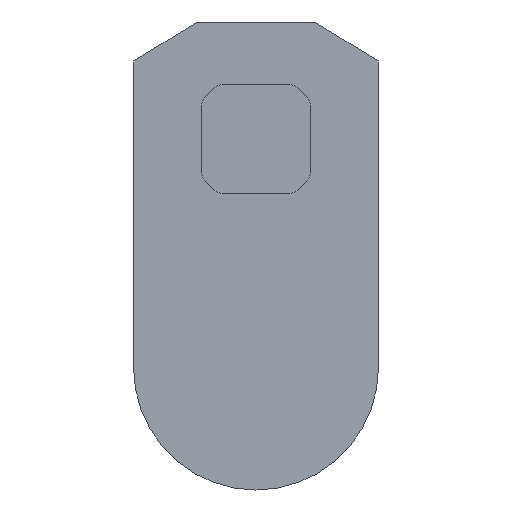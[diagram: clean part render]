
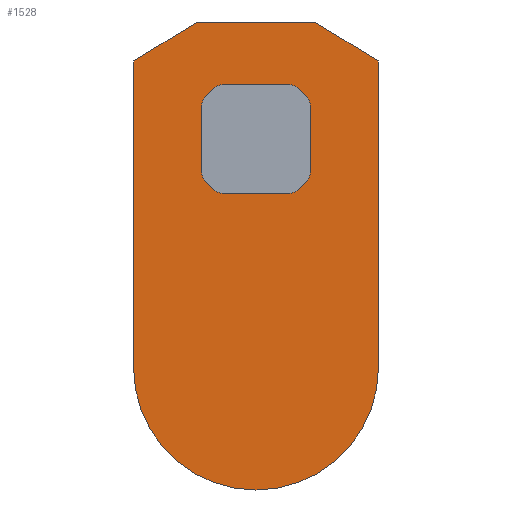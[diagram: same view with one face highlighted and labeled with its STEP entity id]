
A CAD part, front view. The second image highlights one B-rep face of the part: STEP entity #1528.
In plain terms, the highlighted planar face has unit normal (0, -1, 0).
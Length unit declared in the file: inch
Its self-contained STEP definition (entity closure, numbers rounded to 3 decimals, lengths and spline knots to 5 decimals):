
#56=FACE_BOUND($,#325,.T.);
#57=FACE_BOUND($,#326,.T.);
#68=CIRCLE($,#1561,0.125);
#76=CIRCLE($,#1572,0.125);
#77=CIRCLE($,#1574,0.125);
#78=CIRCLE($,#1577,0.125);
#79=CIRCLE($,#1580,0.125);
#80=CIRCLE($,#1583,0.125);
#81=CIRCLE($,#1586,0.125);
#82=CIRCLE($,#1589,0.125);
#107=CIRCLE($,#1664,0.785);
#325=EDGE_LOOP($,(#1357,#1358,#1359,#1360,#1361,#1362,#1363,#1364,#1365,
#1366,#1367,#1368,#1369,#1370,#1371,#1372));
#326=EDGE_LOOP($,(#1373,#1374,#1375,#1376,#1377,#1378));
#359=LINE($,#2172,#509);
#362=LINE($,#2177,#512);
#365=LINE($,#2185,#515);
#380=LINE($,#2620,#530);
#386=LINE($,#2635,#536);
#389=LINE($,#2643,#539);
#392=LINE($,#2651,#542);
#395=LINE($,#2659,#545);
#398=LINE($,#2667,#548);
#400=LINE($,#2673,#550);
#401=LINE($,#2675,#551);
#470=LINE($,#2879,#620);
#473=LINE($,#2884,#623);
#509=VECTOR($,#1733,0.48021);
#512=VECTOR($,#1738,0.75);
#515=VECTOR($,#1747,0.48021);
#530=VECTOR($,#1802,0.03787);
#536=VECTOR($,#1818,0.03787);
#539=VECTOR($,#1827,0.39645);
#542=VECTOR($,#1836,0.03787);
#545=VECTOR($,#1845,0.39645);
#548=VECTOR($,#1854,0.03787);
#550=VECTOR($,#1862,0.39645);
#551=VECTOR($,#1865,0.39645);
#620=VECTOR($,#2074,1.965);
#623=VECTOR($,#2079,1.965);
#654=VERTEX_POINT($,#2169);
#655=VERTEX_POINT($,#2171);
#656=VERTEX_POINT($,#2175);
#658=VERTEX_POINT($,#2183);
#670=VERTEX_POINT($,#2583);
#671=VERTEX_POINT($,#2585);
#686=VERTEX_POINT($,#2619);
#687=VERTEX_POINT($,#2623);
#688=VERTEX_POINT($,#2627);
#689=VERTEX_POINT($,#2629);
#690=VERTEX_POINT($,#2633);
#691=VERTEX_POINT($,#2637);
#692=VERTEX_POINT($,#2641);
#693=VERTEX_POINT($,#2645);
#694=VERTEX_POINT($,#2649);
#695=VERTEX_POINT($,#2653);
#696=VERTEX_POINT($,#2657);
#697=VERTEX_POINT($,#2661);
#698=VERTEX_POINT($,#2665);
#699=VERTEX_POINT($,#2669);
#764=VERTEX_POINT($,#2878);
#765=VERTEX_POINT($,#2882);
#803=EDGE_CURVE($,#654,#655,#359,.T.);
#806=EDGE_CURVE($,#656,#654,#362,.T.);
#810=EDGE_CURVE($,#658,#656,#365,.T.);
#825=EDGE_CURVE($,#670,#671,#68,.F.);
#842=EDGE_CURVE($,#671,#686,#380,.F.);
#844=EDGE_CURVE($,#686,#687,#76,.F.);
#847=EDGE_CURVE($,#688,#689,#77,.F.);
#850=EDGE_CURVE($,#690,#688,#386,.F.);
#852=EDGE_CURVE($,#691,#690,#78,.F.);
#854=EDGE_CURVE($,#691,#692,#389,.T.);
#856=EDGE_CURVE($,#693,#692,#79,.F.);
#858=EDGE_CURVE($,#694,#693,#392,.F.);
#860=EDGE_CURVE($,#695,#694,#80,.F.);
#862=EDGE_CURVE($,#695,#696,#395,.T.);
#864=EDGE_CURVE($,#697,#696,#81,.F.);
#866=EDGE_CURVE($,#698,#697,#398,.F.);
#868=EDGE_CURVE($,#699,#698,#82,.F.);
#869=EDGE_CURVE($,#699,#687,#400,.T.);
#870=EDGE_CURVE($,#670,#689,#401,.T.);
#963=EDGE_CURVE($,#655,#764,#470,.T.);
#966=EDGE_CURVE($,#765,#658,#473,.T.);
#967=EDGE_CURVE($,#764,#765,#107,.T.);
#1357=ORIENTED_EDGE($,*,*,#862,.T.);
#1358=ORIENTED_EDGE($,*,*,#864,.F.);
#1359=ORIENTED_EDGE($,*,*,#866,.F.);
#1360=ORIENTED_EDGE($,*,*,#868,.F.);
#1361=ORIENTED_EDGE($,*,*,#869,.T.);
#1362=ORIENTED_EDGE($,*,*,#844,.F.);
#1363=ORIENTED_EDGE($,*,*,#842,.F.);
#1364=ORIENTED_EDGE($,*,*,#825,.F.);
#1365=ORIENTED_EDGE($,*,*,#870,.T.);
#1366=ORIENTED_EDGE($,*,*,#847,.F.);
#1367=ORIENTED_EDGE($,*,*,#850,.F.);
#1368=ORIENTED_EDGE($,*,*,#852,.F.);
#1369=ORIENTED_EDGE($,*,*,#854,.T.);
#1370=ORIENTED_EDGE($,*,*,#856,.F.);
#1371=ORIENTED_EDGE($,*,*,#858,.F.);
#1372=ORIENTED_EDGE($,*,*,#860,.F.);
#1373=ORIENTED_EDGE($,*,*,#803,.F.);
#1374=ORIENTED_EDGE($,*,*,#806,.F.);
#1375=ORIENTED_EDGE($,*,*,#810,.F.);
#1376=ORIENTED_EDGE($,*,*,#966,.F.);
#1377=ORIENTED_EDGE($,*,*,#967,.F.);
#1378=ORIENTED_EDGE($,*,*,#963,.F.);
#1439=PLANE($,#1668);
#1528=ADVANCED_FACE($,(#56,#57),#1439,.F.);
#1561=AXIS2_PLACEMENT_3D($,#2586,#1773,#1774);
#1572=AXIS2_PLACEMENT_3D($,#2624,#1806,#1807);
#1574=AXIS2_PLACEMENT_3D($,#2630,#1812,#1813);
#1577=AXIS2_PLACEMENT_3D($,#2639,#1822,#1823);
#1580=AXIS2_PLACEMENT_3D($,#2647,#1831,#1832);
#1583=AXIS2_PLACEMENT_3D($,#2655,#1840,#1841);
#1586=AXIS2_PLACEMENT_3D($,#2663,#1849,#1850);
#1589=AXIS2_PLACEMENT_3D($,#2671,#1858,#1859);
#1664=AXIS2_PLACEMENT_3D($,#2886,#2082,#2083);
#1668=AXIS2_PLACEMENT_3D($,#2894,#2093,#2094);
#1733=DIRECTION($,(0.854,0.,-0.521));
#1738=DIRECTION($,(1.,0.,0.));
#1747=DIRECTION($,(0.854,0.,0.521));
#1773=DIRECTION('center_axis',(0.,1.,0.));
#1774=DIRECTION('ref_axis',(-0.924,0.,-0.383));
#1802=DIRECTION($,(-0.707,0.,0.707));
#1806=DIRECTION('center_axis',(0.,1.,0.));
#1807=DIRECTION('ref_axis',(-0.383,0.,-0.924));
#1812=DIRECTION('center_axis',(0.,1.,0.));
#1813=DIRECTION('ref_axis',(-0.924,0.,0.383));
#1818=DIRECTION($,(0.707,0.,0.707));
#1822=DIRECTION('center_axis',(0.,1.,0.));
#1823=DIRECTION('ref_axis',(-0.383,0.,0.924));
#1827=DIRECTION($,(1.,0.,0.));
#1831=DIRECTION('center_axis',(0.,1.,0.));
#1832=DIRECTION('ref_axis',(0.383,0.,0.924));
#1836=DIRECTION($,(0.707,0.,-0.707));
#1840=DIRECTION('center_axis',(0.,1.,0.));
#1841=DIRECTION('ref_axis',(0.924,0.,0.383));
#1845=DIRECTION($,(0.,0.,-1.));
#1849=DIRECTION('center_axis',(0.,1.,0.));
#1850=DIRECTION('ref_axis',(0.924,0.,-0.383));
#1854=DIRECTION($,(-0.707,0.,-0.707));
#1858=DIRECTION('center_axis',(0.,1.,0.));
#1859=DIRECTION('ref_axis',(0.383,0.,-0.924));
#1862=DIRECTION($,(-1.,0.,0.));
#1865=DIRECTION($,(0.,0.,1.));
#2074=DIRECTION($,(0.,0.,-1.));
#2079=DIRECTION($,(0.,0.,1.));
#2082=DIRECTION('center_axis',(0.,1.,0.));
#2083=DIRECTION('ref_axis',(1.,0.,0.));
#2093=DIRECTION('center_axis',(0.,1.,0.));
#2094=DIRECTION('ref_axis',(0.,0.,1.));
#2169=CARTESIAN_POINT('',(0.375,0.,1.5));
#2171=CARTESIAN_POINT('',(0.785,0.,1.25));
#2172=CARTESIAN_POINT($,(0.375,0.,1.5));
#2175=CARTESIAN_POINT('',(-0.375,0.,1.5));
#2177=CARTESIAN_POINT($,(-0.785,0.,1.5));
#2183=CARTESIAN_POINT('',(-0.785,0.,1.25));
#2185=CARTESIAN_POINT($,(-0.785,0.,1.25));
#2583=CARTESIAN_POINT('',(-0.35,0.,0.55178));
#2585=CARTESIAN_POINT('',(-0.31339,0.,0.46339));
#2586=CARTESIAN_POINT('Origin',(-0.225,0.,0.55178));
#2619=CARTESIAN_POINT('',(-0.28661,0.,0.43661));
#2620=CARTESIAN_POINT($,(-0.44844,0.,0.59844));
#2623=CARTESIAN_POINT('',(-0.19822,0.,0.4));
#2624=CARTESIAN_POINT('Origin',(-0.19822,0.,0.525));
#2627=CARTESIAN_POINT('',(-0.31339,0.,1.03661));
#2629=CARTESIAN_POINT('',(-0.35,0.,0.94822));
#2630=CARTESIAN_POINT('Origin',(-0.225,0.,0.94822));
#2633=CARTESIAN_POINT('',(-0.28661,0.,1.06339));
#2635=CARTESIAN_POINT($,(-0.15156,0.,1.19844));
#2637=CARTESIAN_POINT('',(-0.19822,0.,1.1));
#2639=CARTESIAN_POINT('Origin',(-0.19822,0.,0.975));
#2641=CARTESIAN_POINT('',(0.19822,0.,1.1));
#2643=CARTESIAN_POINT($,(0.175,0.,1.1));
#2645=CARTESIAN_POINT('',(0.28661,0.,1.06339));
#2647=CARTESIAN_POINT('Origin',(0.19822,0.,0.975));
#2649=CARTESIAN_POINT('',(0.31339,0.,1.03661));
#2651=CARTESIAN_POINT($,(0.15156,0.,1.19844));
#2653=CARTESIAN_POINT('',(0.35,0.,0.94822));
#2655=CARTESIAN_POINT('Origin',(0.225,0.,0.94822));
#2657=CARTESIAN_POINT('',(0.35,0.,0.55178));
#2659=CARTESIAN_POINT($,(0.35,0.,0.87188));
#2661=CARTESIAN_POINT('',(0.31339,0.,0.46339));
#2663=CARTESIAN_POINT('Origin',(0.225,0.,0.55178));
#2665=CARTESIAN_POINT('',(0.28661,0.,0.43661));
#2667=CARTESIAN_POINT($,(0.44844,0.,0.59844));
#2669=CARTESIAN_POINT('',(0.19822,0.,0.4));
#2671=CARTESIAN_POINT('Origin',(0.19822,0.,0.525));
#2673=CARTESIAN_POINT($,(-0.175,0.,0.4));
#2675=CARTESIAN_POINT($,(-0.35,0.,1.22188));
#2878=CARTESIAN_POINT('',(0.785,0.,-0.715));
#2879=CARTESIAN_POINT($,(0.785,0.,1.5));
#2882=CARTESIAN_POINT('',(-0.785,0.,-0.715));
#2884=CARTESIAN_POINT($,(-0.785,0.,-1.5));
#2886=CARTESIAN_POINT('Origin',(0.,0.,-0.715));
#2894=CARTESIAN_POINT('Origin',(0.,0.,1.34375));
